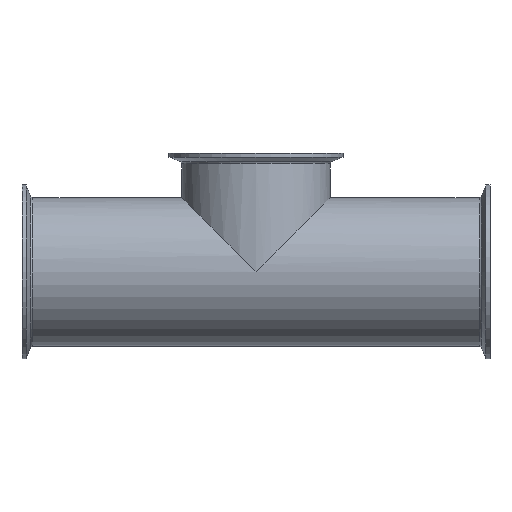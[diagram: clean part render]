
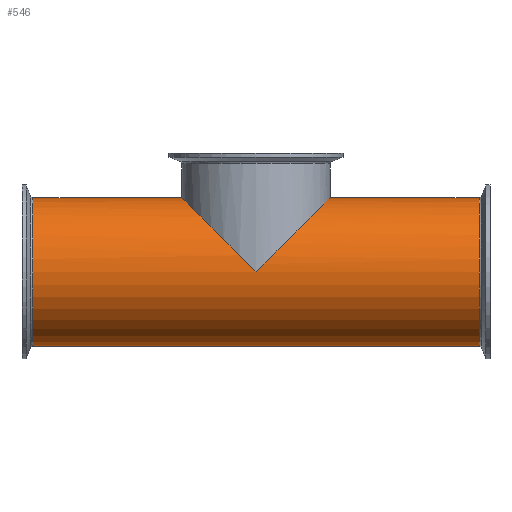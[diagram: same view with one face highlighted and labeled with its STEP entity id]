
A CAD part, front view. The second image highlights one B-rep face of the part: STEP entity #546.
In plain terms, the highlighted cylindrical face has radius 50.8 mm (diameter 101.6 mm), a full revolution.
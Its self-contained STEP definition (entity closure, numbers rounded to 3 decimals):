
#27=ELLIPSE('',#589,71.842,50.8);
#28=ELLIPSE('',#590,71.842,50.8);
#29=ELLIPSE('',#591,71.842,50.8);
#35=CYLINDRICAL_SURFACE('',#641,50.8);
#48=LINE('',#1003,#66);
#49=LINE('',#1004,#67);
#66=VECTOR('',#815,50.8);
#67=VECTOR('',#816,50.8);
#104=FACE_OUTER_BOUND('',#142,.T.);
#142=EDGE_LOOP('',(#436,#437,#438,#439,#440,#441,#442,#443,#444,#445,#446));
#194=CIRCLE('',#637,50.8);
#195=CIRCLE('',#638,50.8);
#197=CIRCLE('',#642,50.8);
#198=CIRCLE('',#643,50.8);
#221=VERTEX_POINT('',#909);
#222=VERTEX_POINT('',#911);
#223=VERTEX_POINT('',#913);
#248=VERTEX_POINT('',#989);
#249=VERTEX_POINT('',#991);
#251=VERTEX_POINT('',#999);
#252=VERTEX_POINT('',#1000);
#276=EDGE_CURVE('',#222,#221,#27,.T.);
#277=EDGE_CURVE('',#223,#222,#28,.T.);
#278=EDGE_CURVE('',#221,#223,#29,.T.);
#314=EDGE_CURVE('',#248,#249,#194,.T.);
#315=EDGE_CURVE('',#249,#248,#195,.T.);
#318=EDGE_CURVE('',#251,#252,#197,.T.);
#319=EDGE_CURVE('',#252,#251,#198,.T.);
#320=EDGE_CURVE('',#252,#222,#48,.T.);
#321=EDGE_CURVE('',#222,#249,#49,.T.);
#436=ORIENTED_EDGE('',*,*,#318,.F.);
#437=ORIENTED_EDGE('',*,*,#319,.F.);
#438=ORIENTED_EDGE('',*,*,#320,.T.);
#439=ORIENTED_EDGE('',*,*,#321,.T.);
#440=ORIENTED_EDGE('',*,*,#314,.F.);
#441=ORIENTED_EDGE('',*,*,#315,.F.);
#442=ORIENTED_EDGE('',*,*,#321,.F.);
#443=ORIENTED_EDGE('',*,*,#276,.T.);
#444=ORIENTED_EDGE('',*,*,#278,.T.);
#445=ORIENTED_EDGE('',*,*,#277,.T.);
#446=ORIENTED_EDGE('',*,*,#320,.F.);
#546=ADVANCED_FACE('',(#104),#35,.T.);
#589=AXIS2_PLACEMENT_3D('',#912,#699,#700);
#590=AXIS2_PLACEMENT_3D('',#914,#701,#702);
#591=AXIS2_PLACEMENT_3D('',#915,#703,#704);
#637=AXIS2_PLACEMENT_3D('',#992,#800,#801);
#638=AXIS2_PLACEMENT_3D('',#993,#802,#803);
#641=AXIS2_PLACEMENT_3D('',#998,#809,#810);
#642=AXIS2_PLACEMENT_3D('',#1001,#811,#812);
#643=AXIS2_PLACEMENT_3D('',#1002,#813,#814);
#699=DIRECTION('center_axis',(-0.707,0.,-0.707));
#700=DIRECTION('ref_axis',(0.707,0.,-0.707));
#701=DIRECTION('center_axis',(0.707,0.,-0.707));
#702=DIRECTION('ref_axis',(0.707,0.,0.707));
#703=DIRECTION('center_axis',(-0.707,0.,-0.707));
#704=DIRECTION('ref_axis',(0.707,0.,-0.707));
#800=DIRECTION('center_axis',(-1.,0.,0.));
#801=DIRECTION('ref_axis',(0.,0.,-1.));
#802=DIRECTION('center_axis',(-1.,0.,0.));
#803=DIRECTION('ref_axis',(0.,0.,-1.));
#809=DIRECTION('center_axis',(1.,0.,0.));
#810=DIRECTION('ref_axis',(0.,1.,0.));
#811=DIRECTION('center_axis',(1.,0.,0.));
#812=DIRECTION('ref_axis',(0.,0.,-1.));
#813=DIRECTION('center_axis',(1.,0.,0.));
#814=DIRECTION('ref_axis',(0.,0.,-1.));
#815=DIRECTION('',(-1.,0.,0.));
#816=DIRECTION('',(-1.,0.,0.));
#909=CARTESIAN_POINT('',(-50.8,0.,50.8));
#911=CARTESIAN_POINT('',(0.,-50.8,0.));
#912=CARTESIAN_POINT('Origin',(0.,0.,0.));
#913=CARTESIAN_POINT('',(0.,50.8,0.));
#914=CARTESIAN_POINT('Origin',(0.,0.,0.));
#915=CARTESIAN_POINT('Origin',(0.,0.,0.));
#989=CARTESIAN_POINT('',(-152.583,0.,50.8));
#991=CARTESIAN_POINT('',(-152.583,-50.8,0.));
#992=CARTESIAN_POINT('Origin',(-152.583,0.,0.));
#993=CARTESIAN_POINT('Origin',(-152.583,0.,0.));
#998=CARTESIAN_POINT('Origin',(0.,0.,0.));
#999=CARTESIAN_POINT('',(152.583,0.,-50.8));
#1000=CARTESIAN_POINT('',(152.583,-50.8,0.));
#1001=CARTESIAN_POINT('Origin',(152.583,0.,0.));
#1002=CARTESIAN_POINT('Origin',(152.583,0.,0.));
#1003=CARTESIAN_POINT('',(0.,-50.8,0.));
#1004=CARTESIAN_POINT('',(0.,-50.8,0.));
